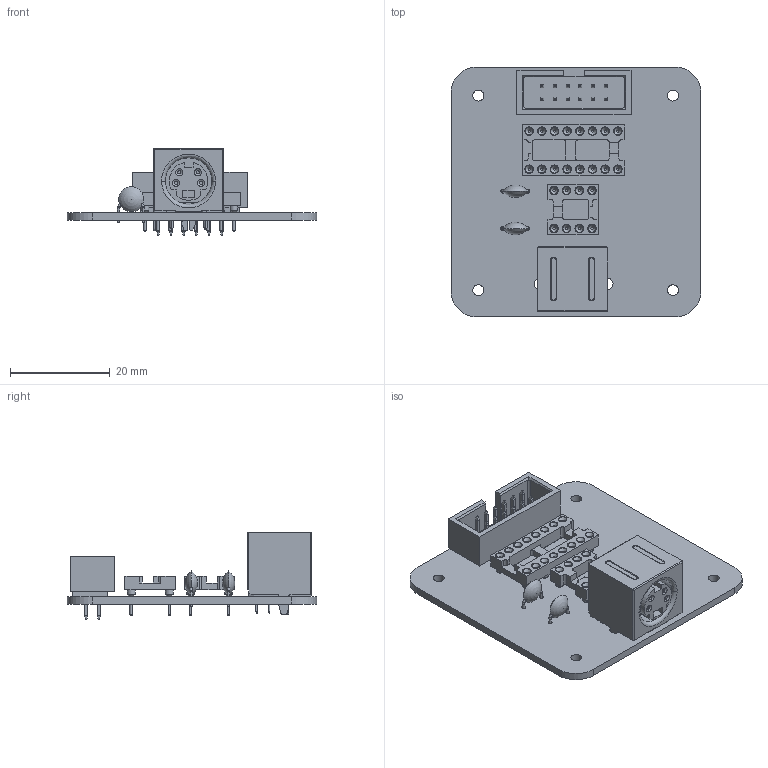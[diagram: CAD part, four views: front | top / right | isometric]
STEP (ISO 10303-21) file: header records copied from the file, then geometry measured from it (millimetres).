
FILE_DESCRIPTION(('KiCad electronic assembly'),'2;1');
FILE_NAME('Keyboard Helper.step','2025-09-23T13:40:22',('Pcbnew'),( 'Kicad'),'Open CASCADE STEP processor 7.8','KiCad to STEP converter' ,'Unknown');
FILE_SCHEMA(('AUTOMOTIVE_DESIGN { 1 0 10303 214 1 1 1 1 }'));
Length unit declared in the file: millimetre
Products named in the file (9): Keyboard Helper 1; DIP-16_W7.62mm_Socket; DIP-8_W7.62mm_Socket; C_Disc_D5.0mm_W2.5mm_P5.00mm; 0702461201; SOLID; COMPOUND; KMDGX-6S-BS; Keyboard Helper_PCB
Assembly tree (9 placements, depth 3):
  Keyboard Helper 1
    DIP-16_W7.62mm_Socket
    DIP-8_W7.62mm_Socket
    C_Disc_D5.0mm_W2.5mm_P5.00mm  x2
    0702461201
      SOLID
      COMPOUND
    KMDGX-6S-BS
    Keyboard Helper_PCB
Bounding box: 50 x 50 x 17.39 mm (x, y, z)
Volume: 7243.8 mm3; surface area: 10174.7 mm2
Topology: 7 solids, 7 shells, 994 faces, 2305 edges, 1490 vertices
Faces by surface type: plane 655, cylinder 245, cone 80, bspline 6, revolution 4, sphere 4
Full cylindrical faces by diameter (mm): 0.5 x8, 0.508 x48, 0.8 x28, 1 x12, 1.1 x6, 1.524 x24, 1.724 x24, 2.2 x4, 2.3 x3
Entity records: 31756 total; most frequent: CARTESIAN_POINT 5341, DIRECTION 4803, ORIENTED_EDGE 4508, EDGE_CURVE 2254, LINE 1635, VECTOR 1635, AXIS2_PLACEMENT_3D 1583, VERTEX_POINT 1427
